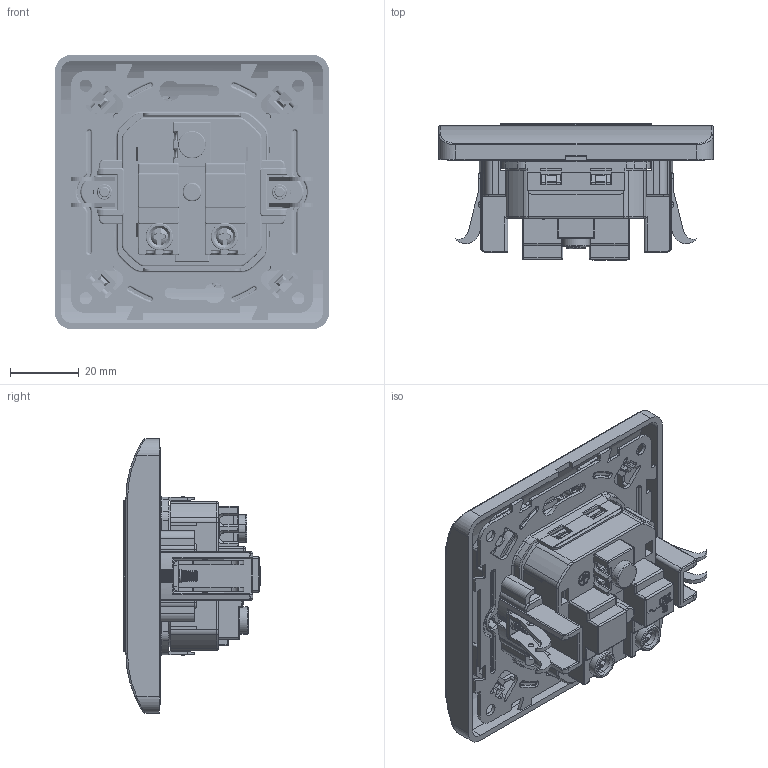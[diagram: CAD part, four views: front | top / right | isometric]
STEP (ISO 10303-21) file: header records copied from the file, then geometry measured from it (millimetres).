
FILE_DESCRIPTION((''),'2;1');
FILE_NAME('ASM0234_ASM','2023-12-28T',('wznwsJS'),(''),'PRO/ENGINEER BY PARAMETRIC TECHNOLOGY CORPORATION, 2008380','PRO/ENGINEER BY PARAMETRIC TECHNOLOGY CORPORATION, 2008380','');
FILE_SCHEMA(('CONFIG_CONTROL_DESIGN'));
Length unit declared in the file: millimetre
Products named in the file (19): PRT0773; DS-LNCT_2; YXP-8X8_1; LS-M3-5X7_1; DSCT-ZJX_ASM_4_ASM_ASM_ASM; U_YB_S16_13; PRT0774; BHM_S16_GEM_1; U_T_ZJ_12; MB_U_12_1; KZ_U_2; AZLD_3; ZK-OO_ASM_4_ASM_ASM_ASM; LS-CM3X14_3; ASM0264_ASM; ASM0237_ASM; ASM0236_ASM; ASM0235_ASM; ASM0234_ASM
Assembly tree (20 placements, depth 7):
  ASM0234_ASM
    ASM0235_ASM
      ASM0236_ASM
        ASM0237_ASM
          ASM0264_ASM
            PRT0773
            DSCT-ZJX_ASM_4_ASM_ASM_ASM  x2
              DS-LNCT_2
              YXP-8X8_1
              LS-M3-5X7_1
            U_YB_S16_13
            PRT0774
            BHM_S16_GEM_1
            U_T_ZJ_12
            MB_U_12_1
            ZK-OO_ASM_4_ASM_ASM_ASM  x2
              KZ_U_2
              AZLD_3
            LS-CM3X14_3
Bounding box: 80 x 39.75 x 80 mm (x, y, z)
Volume: 39146.9 mm3; surface area: 59066.8 mm2
Topology: 17 solids, 17 shells, 3613 faces, 10160 edges, 6605 vertices
Faces by surface type: plane 1841, cylinder 1223, torus 234, bspline 159, cone 115, sphere 41
Entity records: 122625 total; most frequent: CARTESIAN_POINT 38895, ORIENTED_EDGE 18068, DIRECTION 17054, EDGE_CURVE 9034, VERTEX_POINT 5896, AXIS2_PLACEMENT_3D 5835, VECTOR 5384, LINE 5384
